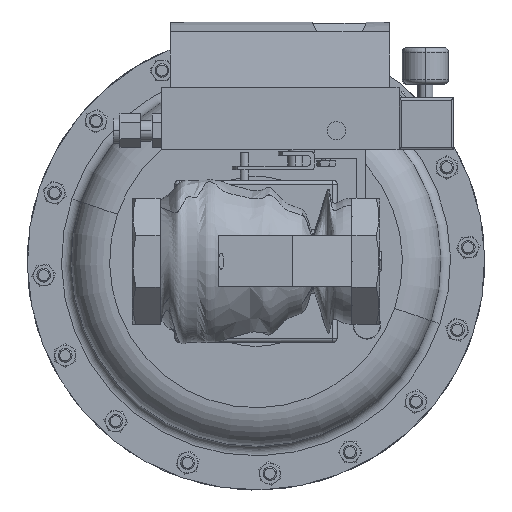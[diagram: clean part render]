
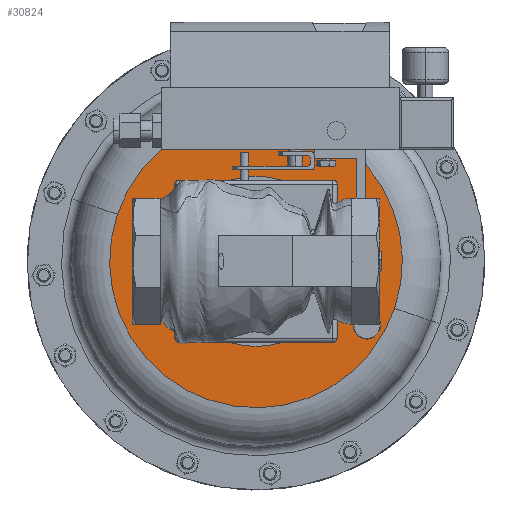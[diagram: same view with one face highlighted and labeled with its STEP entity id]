
A CAD part, front view. The second image highlights one B-rep face of the part: STEP entity #30824.
In plain terms, the highlighted planar face has unit normal (0, -1, 0).
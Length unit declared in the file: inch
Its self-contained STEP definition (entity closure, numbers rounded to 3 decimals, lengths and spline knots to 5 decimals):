
#874 = EDGE_CURVE ( 'NONE', #25470, #46860, #38290, .T. ) ;
#2524 = AXIS2_PLACEMENT_3D ( 'NONE', #20886, #51555, #25257 ) ;
#3281 = FACE_BOUND ( 'NONE', #32908, .T. ) ;
#3355 = CIRCLE ( 'NONE', #2524, 2.325 ) ;
#3453 = EDGE_CURVE ( 'NONE', #48606, #52894, #42345, .T. ) ;
#3494 = CARTESIAN_POINT ( 'NONE',  ( 0., 8.92, 0. ) ) ;
#5437 = ORIENTED_EDGE ( 'NONE', *, *, #6813, .T. ) ;
#6813 = EDGE_CURVE ( 'NONE', #45474, #38509, #37965, .T. ) ;
#7601 = ORIENTED_EDGE ( 'NONE', *, *, #874, .F. ) ;
#7878 = DIRECTION ( 'NONE',  ( 0.947, 0., -0.321 ) ) ;
#9043 = PLANE ( 'NONE',  #36844 ) ;
#10227 = DIRECTION ( 'NONE',  ( 0., 1., 0. ) ) ;
#10817 = CARTESIAN_POINT ( 'NONE',  ( 0., 8.92, 0. ) ) ;
#11430 = CARTESIAN_POINT ( 'NONE',  ( 3.78772, 8.92, -1.28576 ) ) ;
#12282 = CARTESIAN_POINT ( 'NONE',  ( 0., 8.92, -2.325 ) ) ;
#12530 = AXIS2_PLACEMENT_3D ( 'NONE', #10817, #41532, #15243 ) ;
#13375 = AXIS2_PLACEMENT_3D ( 'NONE', #3494, #34144, #7878 ) ;
#13472 = DIRECTION ( 'NONE',  ( 0., -1., 0. ) ) ;
#14306 = CIRCLE ( 'NONE', #13375, 4. ) ;
#15222 = CARTESIAN_POINT ( 'NONE',  ( -3.78772, 8.92, 1.28576 ) ) ;
#15243 = DIRECTION ( 'NONE',  ( 0.947, 0., -0.321 ) ) ;
#15394 = ORIENTED_EDGE ( 'NONE', *, *, #36756, .T. ) ;
#15754 = DIRECTION ( 'NONE',  ( 0., -1., 0. ) ) ;
#20159 = AXIS2_PLACEMENT_3D ( 'NONE', #36507, #10227, #40938 ) ;
#20815 = CARTESIAN_POINT ( 'NONE',  ( 0., 8.92, 2.325 ) ) ;
#20886 = CARTESIAN_POINT ( 'NONE',  ( 0., 8.92, 0. ) ) ;
#24001 = DIRECTION ( 'NONE',  ( 0., 1., 0. ) ) ;
#24659 = EDGE_CURVE ( 'NONE', #46860, #25470, #3355, .T. ) ;
#25168 = FACE_BOUND ( 'NONE', #47015, .T. ) ;
#25257 = DIRECTION ( 'NONE',  ( 0., 0., -1. ) ) ;
#25470 = VERTEX_POINT ( 'NONE', #20815 ) ;
#29354 = ORIENTED_EDGE ( 'NONE', *, *, #24659, .F. ) ;
#30824 = ADVANCED_FACE ( 'NONE', ( #3281, #49873, #25168 ), #9043, .T. ) ;
#32908 = EDGE_LOOP ( 'NONE', ( #29354, #7601 ) ) ;
#34144 = DIRECTION ( 'NONE',  ( 0., 1., 0. ) ) ;
#34860 = AXIS2_PLACEMENT_3D ( 'NONE', #42030, #15754, #46408 ) ;
#34966 = CARTESIAN_POINT ( 'NONE',  ( 2.67599, 8.92, -1.62946 ) ) ;
#36507 = CARTESIAN_POINT ( 'NONE',  ( 3.03109, 8.92, -1.75 ) ) ;
#36756 = EDGE_CURVE ( 'NONE', #38509, #45474, #42744, .T. ) ;
#36844 = AXIS2_PLACEMENT_3D ( 'NONE', #39567, #13472, #44153 ) ;
#37115 = CARTESIAN_POINT ( 'NONE',  ( 3.38619, 8.92, -1.87054 ) ) ;
#37965 = CIRCLE ( 'NONE', #56717, 0.375 ) ;
#38290 = CIRCLE ( 'NONE', #34860, 2.325 ) ;
#38509 = VERTEX_POINT ( 'NONE', #34966 ) ;
#39567 = CARTESIAN_POINT ( 'NONE',  ( -1.28576, 8.92, -3.78772 ) ) ;
#40938 = DIRECTION ( 'NONE',  ( 0.947, 0., -0.321 ) ) ;
#41532 = DIRECTION ( 'NONE',  ( 0., 1., 0. ) ) ;
#42030 = CARTESIAN_POINT ( 'NONE',  ( 0., 8.92, 0. ) ) ;
#42345 = CIRCLE ( 'NONE', #12530, 4. ) ;
#42744 = CIRCLE ( 'NONE', #20159, 0.375 ) ;
#43664 = EDGE_CURVE ( 'NONE', #52894, #48606, #14306, .T. ) ;
#44153 = DIRECTION ( 'NONE',  ( -0.947, 0., 0.321 ) ) ;
#45474 = VERTEX_POINT ( 'NONE', #37115 ) ;
#46408 = DIRECTION ( 'NONE',  ( 0., 0., -1. ) ) ;
#46551 = EDGE_LOOP ( 'NONE', ( #54834, #56771 ) ) ;
#46860 = VERTEX_POINT ( 'NONE', #12282 ) ;
#47015 = EDGE_LOOP ( 'NONE', ( #5437, #15394 ) ) ;
#48606 = VERTEX_POINT ( 'NONE', #11430 ) ;
#49873 = FACE_OUTER_BOUND ( 'NONE', #46551, .T. ) ;
#50257 = CARTESIAN_POINT ( 'NONE',  ( 3.03109, 8.92, -1.75 ) ) ;
#51555 = DIRECTION ( 'NONE',  ( 0., -1., 0. ) ) ;
#52894 = VERTEX_POINT ( 'NONE', #15222 ) ;
#54723 = DIRECTION ( 'NONE',  ( 0.947, 0., -0.321 ) ) ;
#54834 = ORIENTED_EDGE ( 'NONE', *, *, #3453, .F. ) ;
#56717 = AXIS2_PLACEMENT_3D ( 'NONE', #50257, #24001, #54723 ) ;
#56771 = ORIENTED_EDGE ( 'NONE', *, *, #43664, .F. ) ;
